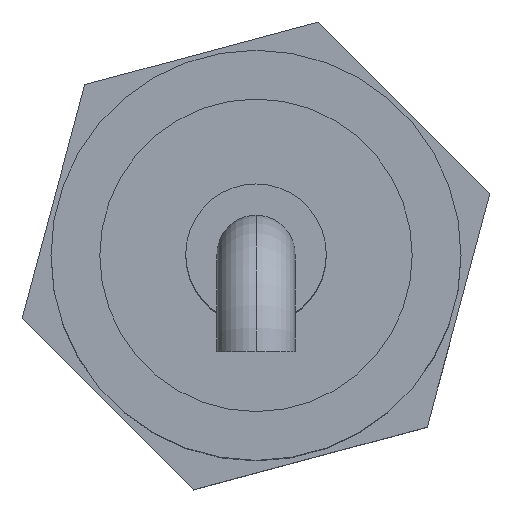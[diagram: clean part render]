
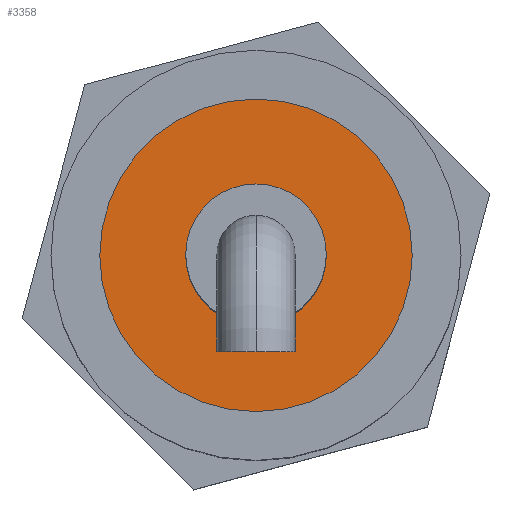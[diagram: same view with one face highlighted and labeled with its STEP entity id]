
A CAD part, top view. The second image highlights one B-rep face of the part: STEP entity #3358.
In plain terms, the highlighted planar face has unit normal (0, 0, 1).
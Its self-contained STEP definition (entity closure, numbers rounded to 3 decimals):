
#3280=CARTESIAN_POINT('',(4.,0.0,11.0));
#3281=VERTEX_POINT('',#3280);
#3297=CARTESIAN_POINT('',(-4.0,0.,11.0));
#3298=VERTEX_POINT('',#3297);
#3305=CARTESIAN_POINT('',(0.,0.0,11.0));
#3306=DIRECTION('',(0.0,0.0,1.0));
#3307=DIRECTION('',(1.0,0.0,0.0));
#3308=AXIS2_PLACEMENT_3D('',#3305,#3306,#3307);
#3309=CIRCLE('',#3308,4.0);
#3310=EDGE_CURVE('',#3281,#3298,#3309,.T.);
#3321=CARTESIAN_POINT('',(0.,0.0,11.0));
#3322=DIRECTION('',(0.0,0.0,1.0));
#3323=DIRECTION('',(1.0,0.0,0.0));
#3324=AXIS2_PLACEMENT_3D('',#3321,#3322,#3323);
#3325=CIRCLE('',#3324,4.0);
#3326=EDGE_CURVE('',#3298,#3281,#3325,.T.);
#3349=CARTESIAN_POINT('',(0.,0.0,11.0));
#3350=DIRECTION('',(0.0,0.0,1.0));
#3351=DIRECTION('',(1.0,0.0,0.0));
#3352=AXIS2_PLACEMENT_3D('',#3349,#3350,#3351);
#3353=PLANE('',#3352);
#3354=ORIENTED_EDGE('',*,*,#3310,.T.);
#3355=ORIENTED_EDGE('',*,*,#3326,.T.);
#3356=EDGE_LOOP('',(#3354,#3355));
#3357=FACE_OUTER_BOUND('',#3356,.T.);
#3358=ADVANCED_FACE('',(#3357),#3353,.T.);
